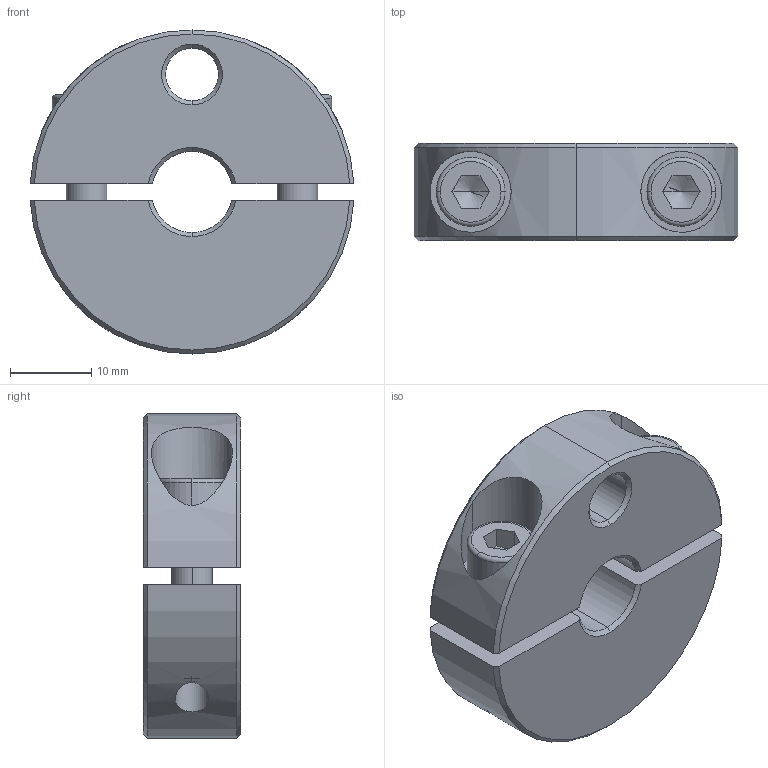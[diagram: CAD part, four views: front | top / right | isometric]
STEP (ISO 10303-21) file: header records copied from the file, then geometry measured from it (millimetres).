
FILE_DESCRIPTION(('STEP AP214'),'1');
FILE_NAME(' ',' ',('TraceParts'),('TraceParts S.A.'),'XStep 1.0',' ',' ');
FILE_SCHEMA(('automotive_design'));
Length unit declared in the file: millimetre
Products named in the file (4): 1; 2; 3; 4
Bounding box: 39.95 x 12 x 40 mm (x, y, z)
Volume: 12341.6 mm3; surface area: 6842.9 mm2
Topology: 4 solids, 4 shells, 102 faces, 244 edges, 154 vertices
Faces by surface type: cone 34, cylinder 34, plane 30, torus 4
Entity records: 6051 total; most frequent: CARTESIAN_POINT 816, DIRECTION 516, STYLED_ITEM 500, PRESENTATION_STYLE_ASSIGNMENT 500, COLOUR_RGB 500, ORIENTED_EDGE 480, EDGE_CURVE 240, CURVE_STYLE 240
